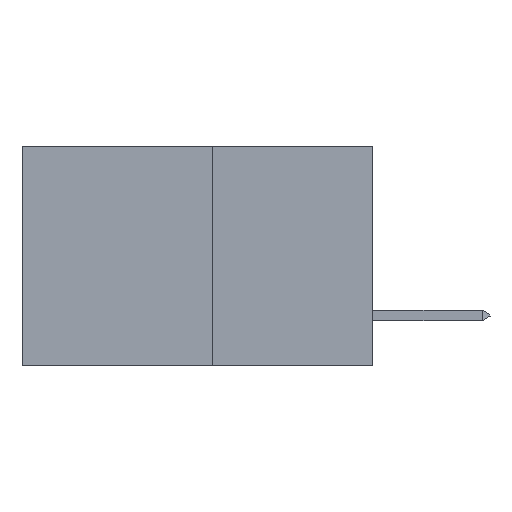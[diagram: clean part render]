
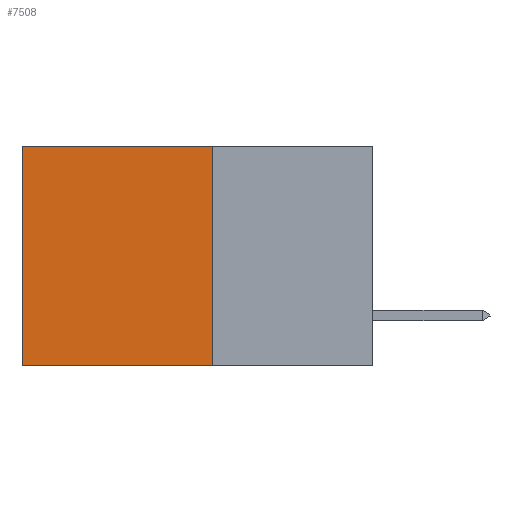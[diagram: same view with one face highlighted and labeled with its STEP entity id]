
A CAD part, left-side view. The second image highlights one B-rep face of the part: STEP entity #7508.
In plain terms, the highlighted planar face has unit normal (-1, 0, 0).
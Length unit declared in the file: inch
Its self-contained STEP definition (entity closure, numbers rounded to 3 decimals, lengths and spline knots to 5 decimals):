
#1495 = DIRECTION ( 'NONE',  ( 0., 0., -1. ) ) ;
#1601 = EDGE_CURVE ( 'NONE', #8278, #12805, #12449, .T. ) ;
#2094 = EDGE_CURVE ( 'NONE', #12234, #5408, #12086, .T. ) ;
#2661 = PLANE ( 'NONE',  #4790 ) ;
#2671 = CARTESIAN_POINT ( 'NONE',  ( 0.277, 0.59, -0.37 ) ) ;
#3113 = VECTOR ( 'NONE', #13260, 39.37008 ) ;
#3735 = CARTESIAN_POINT ( 'NONE',  ( 0.277, 0.27, 0. ) ) ;
#4525 = EDGE_CURVE ( 'NONE', #8278, #12234, #6133, .T. ) ;
#4629 = DIRECTION ( 'NONE',  ( 0., 1., 0. ) ) ;
#4790 = AXIS2_PLACEMENT_3D ( 'NONE', #6081, #8304, #1495 ) ;
#5253 = CARTESIAN_POINT ( 'NONE',  ( 0.277, 0.59, -0.37 ) ) ;
#5408 = VERTEX_POINT ( 'NONE', #5253 ) ;
#5996 = DIRECTION ( 'NONE',  ( 0., 1., 0. ) ) ;
#6081 = CARTESIAN_POINT ( 'NONE',  ( 0.277, 0.27, -0.37 ) ) ;
#6133 = LINE ( 'NONE', #3735, #11728 ) ;
#6208 = CARTESIAN_POINT ( 'NONE',  ( 0.277, 0.27, 0. ) ) ;
#6422 = DIRECTION ( 'NONE',  ( 0., 0., -1. ) ) ;
#6807 = VECTOR ( 'NONE', #6422, 39.37008 ) ;
#6927 = CARTESIAN_POINT ( 'NONE',  ( 0.277, 0.59, 0. ) ) ;
#7508 = ADVANCED_FACE ( 'NONE', ( #13656 ), #2661, .F. ) ;
#8270 = LINE ( 'NONE', #12445, #8980 ) ;
#8278 = VERTEX_POINT ( 'NONE', #6208 ) ;
#8304 = DIRECTION ( 'NONE',  ( 1., 0., 0. ) ) ;
#8980 = VECTOR ( 'NONE', #4629, 39.37008 ) ;
#9370 = EDGE_LOOP ( 'NONE', ( #12502, #10157, #12030, #11958 ) ) ;
#10157 = ORIENTED_EDGE ( 'NONE', *, *, #13931, .F. ) ;
#11728 = VECTOR ( 'NONE', #5996, 39.37008 ) ;
#11779 = CARTESIAN_POINT ( 'NONE',  ( 0.277, 0.27, -0.37 ) ) ;
#11958 = ORIENTED_EDGE ( 'NONE', *, *, #4525, .T. ) ;
#12030 = ORIENTED_EDGE ( 'NONE', *, *, #1601, .F. ) ;
#12086 = LINE ( 'NONE', #2671, #3113 ) ;
#12234 = VERTEX_POINT ( 'NONE', #6927 ) ;
#12445 = CARTESIAN_POINT ( 'NONE',  ( 0.277, 0.27, -0.37 ) ) ;
#12449 = LINE ( 'NONE', #11779, #6807 ) ;
#12502 = ORIENTED_EDGE ( 'NONE', *, *, #2094, .T. ) ;
#12805 = VERTEX_POINT ( 'NONE', #13715 ) ;
#13260 = DIRECTION ( 'NONE',  ( 0., 0., -1. ) ) ;
#13656 = FACE_OUTER_BOUND ( 'NONE', #9370, .T. ) ;
#13715 = CARTESIAN_POINT ( 'NONE',  ( 0.277, 0.27, -0.37 ) ) ;
#13931 = EDGE_CURVE ( 'NONE', #12805, #5408, #8270, .T. ) ;
